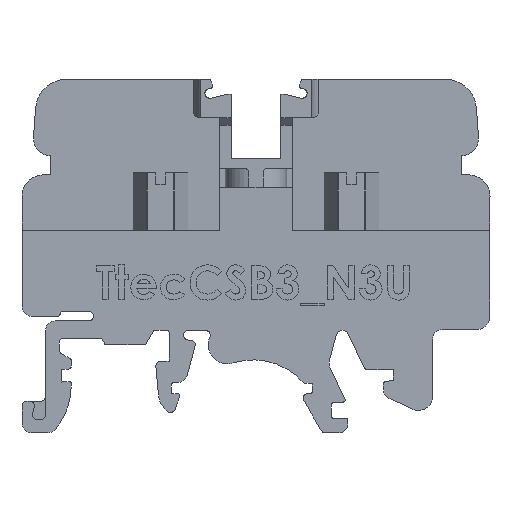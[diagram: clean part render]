
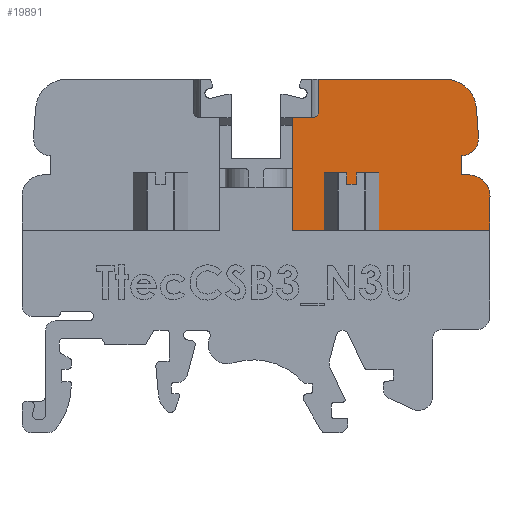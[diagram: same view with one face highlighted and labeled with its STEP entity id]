
A CAD part, front view. The second image highlights one B-rep face of the part: STEP entity #19891.
In plain terms, the highlighted planar face has unit normal (0, -1, 0).
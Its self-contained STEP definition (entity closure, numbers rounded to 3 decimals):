
#226 = LINE ( 'NONE', #40452, #5286 ) ;
#411 = FACE_OUTER_BOUND ( 'NONE', #832, .T. ) ;
#545 = DIRECTION ( 'NONE',  ( 0., 0., -1. ) ) ;
#620 = DIRECTION ( 'NONE',  ( 1., 0., 0. ) ) ;
#832 = EDGE_LOOP ( 'NONE', ( #4362, #23580, #20262, #35770, #31617, #22504, #35810, #5604, #20462, #38946, #7452, #11331, #5517 ) ) ;
#1268 = CIRCLE ( 'NONE', #5847, 2.25 ) ;
#1618 = AXIS2_PLACEMENT_3D ( 'NONE', #20768, #17445, #38976 ) ;
#2797 = CARTESIAN_POINT ( 'NONE',  ( 7.15, 8., 24.15 ) ) ;
#3118 = AXIS2_PLACEMENT_3D ( 'NONE', #4096, #16220, #620 ) ;
#3288 = CARTESIAN_POINT ( 'NONE',  ( 5.49, 8., 27.15 ) ) ;
#3308 = DIRECTION ( 'NONE',  ( 1., 0., 0. ) ) ;
#3671 = EDGE_CURVE ( 'NONE', #25920, #35725, #39305, .T. ) ;
#3817 = DIRECTION ( 'NONE',  ( -1., 0., 0. ) ) ;
#4096 = CARTESIAN_POINT ( 'NONE',  ( -34.436, 8., 24.15 ) ) ;
#4362 = ORIENTED_EDGE ( 'NONE', *, *, #9688, .T. ) ;
#4548 = CARTESIAN_POINT ( 'NONE',  ( 10.15, 8., 18.15 ) ) ;
#5021 = CARTESIAN_POINT ( 'NONE',  ( 7.15, 8., 20.4 ) ) ;
#5286 = VECTOR ( 'NONE', #3308, 1000. ) ;
#5517 = ORIENTED_EDGE ( 'NONE', *, *, #15090, .F. ) ;
#5539 = DIRECTION ( 'NONE',  ( 0., 0., 1. ) ) ;
#5604 = ORIENTED_EDGE ( 'NONE', *, *, #38093, .F. ) ;
#5847 = AXIS2_PLACEMENT_3D ( 'NONE', #5862, #30542, #33617 ) ;
#5862 = CARTESIAN_POINT ( 'NONE',  ( 7.9, 8., 18.15 ) ) ;
#5986 = EDGE_CURVE ( 'NONE', #18534, #35204, #226, .T. ) ;
#6542 = DIRECTION ( 'NONE',  ( -1., 0., 0. ) ) ;
#6886 = LINE ( 'NONE', #40351, #14204 ) ;
#7452 = ORIENTED_EDGE ( 'NONE', *, *, #36571, .F. ) ;
#8259 = VERTEX_POINT ( 'NONE', #30439 ) ;
#8404 = CARTESIAN_POINT ( 'NONE',  ( -10.55, 8., 14.8 ) ) ;
#8625 = EDGE_CURVE ( 'NONE', #28177, #31405, #20681, .T. ) ;
#9029 = DIRECTION ( 'NONE',  ( 0., 0., 1. ) ) ;
#9688 = EDGE_CURVE ( 'NONE', #15531, #8259, #1268, .T. ) ;
#10292 = LINE ( 'NONE', #38001, #36507 ) ;
#10467 = CARTESIAN_POINT ( 'NONE',  ( 7.15, 8., 22.4 ) ) ;
#10542 = EDGE_CURVE ( 'NONE', #30402, #28177, #30944, .T. ) ;
#11331 = ORIENTED_EDGE ( 'NONE', *, *, #3671, .F. ) ;
#11737 = CARTESIAN_POINT ( 'NONE',  ( -7.85, 8., 26.9 ) ) ;
#12968 = CARTESIAN_POINT ( 'NONE',  ( -8.35, 8., 26.4 ) ) ;
#13138 = PLANE ( 'NONE',  #3118 ) ;
#13300 = VERTEX_POINT ( 'NONE', #18373 ) ;
#14108 = CARTESIAN_POINT ( 'NONE',  ( -10.55, 8., 26.4 ) ) ;
#14204 = VECTOR ( 'NONE', #545, 1000. ) ;
#14515 = EDGE_CURVE ( 'NONE', #31405, #40240, #10292, .T. ) ;
#14814 = LINE ( 'NONE', #11737, #38477 ) ;
#15090 = EDGE_CURVE ( 'NONE', #15531, #25920, #6886, .T. ) ;
#15455 = AXIS2_PLACEMENT_3D ( 'NONE', #31360, #32181, #3817 ) ;
#15531 = VERTEX_POINT ( 'NONE', #4548 ) ;
#15994 = CARTESIAN_POINT ( 'NONE',  ( 8.946, 8., 24.326 ) ) ;
#16010 = EDGE_CURVE ( 'NONE', #40240, #13300, #37023, .T. ) ;
#16220 = DIRECTION ( 'NONE',  ( 0., 1., 0. ) ) ;
#16243 = DIRECTION ( 'NONE',  ( -0.07, 0., 0.998 ) ) ;
#16553 = CARTESIAN_POINT ( 'NONE',  ( 0.65, 8., 14.6 ) ) ;
#16891 = VECTOR ( 'NONE', #40338, 1000. ) ;
#17445 = DIRECTION ( 'NONE',  ( 0., -1., 0. ) ) ;
#18373 = CARTESIAN_POINT ( 'NONE',  ( 5.49, 8., 30.4 ) ) ;
#18534 = VERTEX_POINT ( 'NONE', #14108 ) ;
#18899 = LINE ( 'NONE', #31428, #37839 ) ;
#19891 = ADVANCED_FACE ( 'NONE', ( #411 ), #13138, .F. ) ;
#20262 = ORIENTED_EDGE ( 'NONE', *, *, #10542, .T. ) ;
#20462 = ORIENTED_EDGE ( 'NONE', *, *, #25866, .F. ) ;
#20681 = CIRCLE ( 'NONE', #1618, 1.8 ) ;
#20768 = CARTESIAN_POINT ( 'NONE',  ( 7.15, 8., 24.2 ) ) ;
#21200 = EDGE_CURVE ( 'NONE', #8259, #30402, #18899, .T. ) ;
#22504 = ORIENTED_EDGE ( 'NONE', *, *, #16010, .T. ) ;
#22753 = CARTESIAN_POINT ( 'NONE',  ( 8.732, 8., 27.377 ) ) ;
#23354 = DIRECTION ( 'NONE',  ( -1., 0., 0. ) ) ;
#23580 = ORIENTED_EDGE ( 'NONE', *, *, #21200, .T. ) ;
#25272 = DIRECTION ( 'NONE',  ( 0., 0., 1. ) ) ;
#25866 = EDGE_CURVE ( 'NONE', #35204, #34800, #33196, .T. ) ;
#25920 = VERTEX_POINT ( 'NONE', #34827 ) ;
#26835 = VECTOR ( 'NONE', #23354, 1000. ) ;
#26966 = CARTESIAN_POINT ( 'NONE',  ( -2.187, 8., 30.4 ) ) ;
#28177 = VERTEX_POINT ( 'NONE', #10467 ) ;
#28536 = AXIS2_PLACEMENT_3D ( 'NONE', #3288, #36956, #25272 ) ;
#28652 = VECTOR ( 'NONE', #29846, 1000. ) ;
#28659 = LINE ( 'NONE', #26966, #28652 ) ;
#28714 = EDGE_CURVE ( 'NONE', #32078, #13300, #28659, .T. ) ;
#29846 = DIRECTION ( 'NONE',  ( 1., 0., 0. ) ) ;
#30402 = VERTEX_POINT ( 'NONE', #5021 ) ;
#30439 = CARTESIAN_POINT ( 'NONE',  ( 7.9, 8., 20.4 ) ) ;
#30542 = DIRECTION ( 'NONE',  ( 0., -1., 0. ) ) ;
#30944 = LINE ( 'NONE', #2797, #16891 ) ;
#31360 = CARTESIAN_POINT ( 'NONE',  ( -8.35, 8., 26.9 ) ) ;
#31405 = VERTEX_POINT ( 'NONE', #15994 ) ;
#31428 = CARTESIAN_POINT ( 'NONE',  ( -34.436, 8., 20.4 ) ) ;
#31617 = ORIENTED_EDGE ( 'NONE', *, *, #14515, .T. ) ;
#32078 = VERTEX_POINT ( 'NONE', #39806 ) ;
#32181 = DIRECTION ( 'NONE',  ( 0., -1., 0. ) ) ;
#33196 = CIRCLE ( 'NONE', #15455, 0.5 ) ;
#33617 = DIRECTION ( 'NONE',  ( 0., 0., 1. ) ) ;
#34800 = VERTEX_POINT ( 'NONE', #38062 ) ;
#34827 = CARTESIAN_POINT ( 'NONE',  ( 10.15, 8., 14.6 ) ) ;
#35204 = VERTEX_POINT ( 'NONE', #12968 ) ;
#35725 = VERTEX_POINT ( 'NONE', #39301 ) ;
#35770 = ORIENTED_EDGE ( 'NONE', *, *, #8625, .T. ) ;
#35810 = ORIENTED_EDGE ( 'NONE', *, *, #28714, .F. ) ;
#36507 = VECTOR ( 'NONE', #16243, 1000. ) ;
#36545 = LINE ( 'NONE', #8404, #37795 ) ;
#36571 = EDGE_CURVE ( 'NONE', #35725, #18534, #36545, .T. ) ;
#36956 = DIRECTION ( 'NONE',  ( 0., -1., 0. ) ) ;
#37023 = CIRCLE ( 'NONE', #28536, 3.25 ) ;
#37795 = VECTOR ( 'NONE', #5539, 1000. ) ;
#37839 = VECTOR ( 'NONE', #6542, 1000. ) ;
#38001 = CARTESIAN_POINT ( 'NONE',  ( 8.747, 8., 27.17 ) ) ;
#38062 = CARTESIAN_POINT ( 'NONE',  ( -7.85, 8., 26.9 ) ) ;
#38093 = EDGE_CURVE ( 'NONE', #34800, #32078, #14814, .T. ) ;
#38477 = VECTOR ( 'NONE', #9029, 1000. ) ;
#38946 = ORIENTED_EDGE ( 'NONE', *, *, #5986, .F. ) ;
#38976 = DIRECTION ( 'NONE',  ( 0., 0., 1. ) ) ;
#39301 = CARTESIAN_POINT ( 'NONE',  ( -10.55, 8., 14.6 ) ) ;
#39305 = LINE ( 'NONE', #16553, #26835 ) ;
#39806 = CARTESIAN_POINT ( 'NONE',  ( -7.85, 8., 30.4 ) ) ;
#40240 = VERTEX_POINT ( 'NONE', #22753 ) ;
#40338 = DIRECTION ( 'NONE',  ( 0., 0., 1. ) ) ;
#40351 = CARTESIAN_POINT ( 'NONE',  ( 10.15, 8., 19.2 ) ) ;
#40452 = CARTESIAN_POINT ( 'NONE',  ( -10.55, 8., 26.4 ) ) ;
